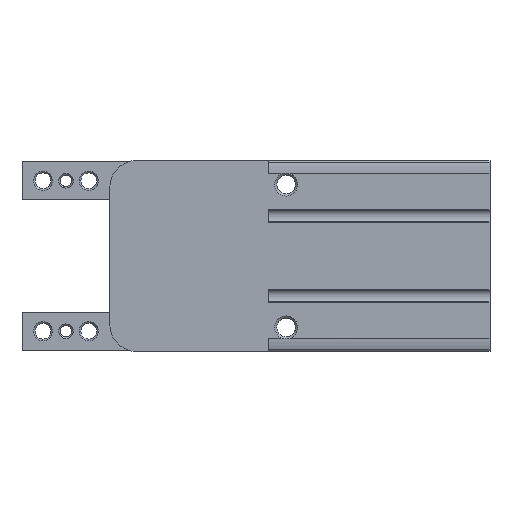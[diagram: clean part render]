
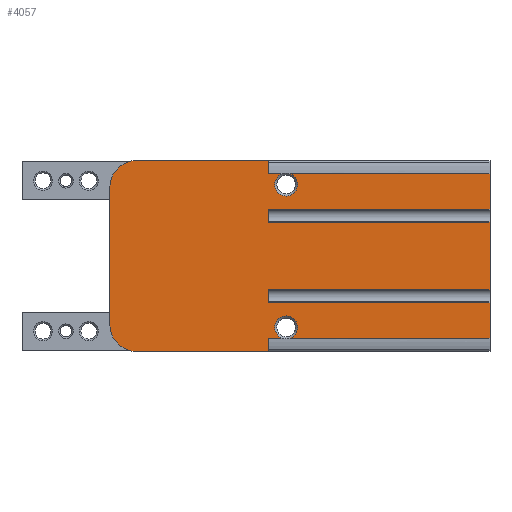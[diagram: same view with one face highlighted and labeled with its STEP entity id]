
A CAD part, left-side view. The second image highlights one B-rep face of the part: STEP entity #4057.
In plain terms, the highlighted planar face has unit normal (-1, 0, 0).
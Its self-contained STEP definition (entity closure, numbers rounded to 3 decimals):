
#246=LINE('',#6112,#577);
#249=LINE('',#6120,#580);
#286=LINE('',#6282,#617);
#288=LINE('',#6290,#619);
#324=LINE('',#6458,#655);
#326=LINE('',#6466,#657);
#344=LINE('',#6555,#675);
#349=LINE('',#6579,#680);
#377=LINE('',#6685,#708);
#396=LINE('',#6737,#727);
#398=LINE('',#6741,#729);
#399=LINE('',#6742,#730);
#400=LINE('',#6744,#731);
#401=LINE('',#6746,#732);
#402=LINE('',#6748,#733);
#403=LINE('',#6749,#734);
#404=LINE('',#6751,#735);
#405=LINE('',#6753,#736);
#577=VECTOR('',#4808,1000.);
#580=VECTOR('',#4815,1000.);
#617=VECTOR('',#4938,1000.);
#619=VECTOR('',#4944,1000.);
#655=VECTOR('',#5048,1000.);
#657=VECTOR('',#5054,1000.);
#675=VECTOR('',#5116,1000.);
#680=VECTOR('',#5135,1000.);
#708=VECTOR('',#5223,1000.);
#727=VECTOR('',#5266,1000.);
#729=VECTOR('',#5272,1000.);
#730=VECTOR('',#5273,1000.);
#731=VECTOR('',#5276,1000.);
#732=VECTOR('',#5277,1000.);
#733=VECTOR('',#5278,1000.);
#734=VECTOR('',#5279,1000.);
#735=VECTOR('',#5280,1000.);
#736=VECTOR('',#5281,1000.);
#1284=ORIENTED_EDGE('',*,*,#2375,.T.);
#1285=ORIENTED_EDGE('',*,*,#2171,.F.);
#1286=ORIENTED_EDGE('',*,*,#2376,.T.);
#1287=ORIENTED_EDGE('',*,*,#2098,.F.);
#1288=ORIENTED_EDGE('',*,*,#2107,.F.);
#1289=ORIENTED_EDGE('',*,*,#2373,.F.);
#1290=ORIENTED_EDGE('',*,*,#2104,.F.);
#1291=ORIENTED_EDGE('',*,*,#2094,.T.);
#1292=ORIENTED_EDGE('',*,*,#2377,.T.);
#1293=ORIENTED_EDGE('',*,*,#2235,.T.);
#1294=ORIENTED_EDGE('',*,*,#2378,.T.);
#1295=ORIENTED_EDGE('',*,*,#2239,.T.);
#1296=ORIENTED_EDGE('',*,*,#2287,.T.);
#1297=ORIENTED_EDGE('',*,*,#2379,.F.);
#1298=ORIENTED_EDGE('',*,*,#2380,.T.);
#1299=ORIENTED_EDGE('',*,*,#2381,.T.);
#1300=ORIENTED_EDGE('',*,*,#2275,.T.);
#1301=ORIENTED_EDGE('',*,*,#2382,.F.);
#1302=ORIENTED_EDGE('',*,*,#2383,.T.);
#1303=ORIENTED_EDGE('',*,*,#2384,.T.);
#1304=ORIENTED_EDGE('',*,*,#2345,.T.);
#1305=ORIENTED_EDGE('',*,*,#2167,.F.);
#2094=EDGE_CURVE('',#2680,#2679,#246,.T.);
#2098=EDGE_CURVE('',#2682,#2683,#249,.T.);
#2104=EDGE_CURVE('',#2680,#2688,#3063,.T.);
#2107=EDGE_CURVE('',#2689,#2682,#3064,.T.);
#2167=EDGE_CURVE('',#2734,#2736,#286,.T.);
#2171=EDGE_CURVE('',#2739,#2735,#288,.T.);
#2235=EDGE_CURVE('',#2788,#2786,#324,.T.);
#2239=EDGE_CURVE('',#2787,#2791,#326,.T.);
#2275=EDGE_CURVE('',#2820,#2819,#344,.T.);
#2287=EDGE_CURVE('',#2791,#2831,#349,.T.);
#2345=EDGE_CURVE('',#2880,#2736,#377,.T.);
#2373=EDGE_CURVE('',#2688,#2689,#396,.T.);
#2375=EDGE_CURVE('',#2734,#2735,#3167,.T.);
#2376=EDGE_CURVE('',#2739,#2683,#398,.T.);
#2377=EDGE_CURVE('',#2679,#2788,#399,.T.);
#2378=EDGE_CURVE('',#2786,#2787,#3168,.T.);
#2379=EDGE_CURVE('',#2901,#2831,#400,.T.);
#2380=EDGE_CURVE('',#2901,#2902,#401,.T.);
#2381=EDGE_CURVE('',#2902,#2820,#402,.T.);
#2382=EDGE_CURVE('',#2903,#2819,#403,.T.);
#2383=EDGE_CURVE('',#2903,#2904,#404,.T.);
#2384=EDGE_CURVE('',#2904,#2880,#405,.T.);
#2679=VERTEX_POINT('',#6111);
#2680=VERTEX_POINT('',#6113);
#2682=VERTEX_POINT('',#6119);
#2683=VERTEX_POINT('',#6121);
#2688=VERTEX_POINT('',#6133);
#2689=VERTEX_POINT('',#6137);
#2734=VERTEX_POINT('',#6280);
#2735=VERTEX_POINT('',#6281);
#2736=VERTEX_POINT('',#6283);
#2739=VERTEX_POINT('',#6289);
#2786=VERTEX_POINT('',#6456);
#2787=VERTEX_POINT('',#6457);
#2788=VERTEX_POINT('',#6459);
#2791=VERTEX_POINT('',#6465);
#2819=VERTEX_POINT('',#6554);
#2820=VERTEX_POINT('',#6556);
#2831=VERTEX_POINT('',#6578);
#2880=VERTEX_POINT('',#6686);
#2901=VERTEX_POINT('',#6745);
#2902=VERTEX_POINT('',#6747);
#2903=VERTEX_POINT('',#6750);
#2904=VERTEX_POINT('',#6752);
#3063=CIRCLE('',#4286,7.);
#3064=CIRCLE('',#4288,7.);
#3167=CIRCLE('',#4438,3.);
#3168=CIRCLE('',#4439,3.);
#3348=EDGE_LOOP('',(#1284,#1285,#1286,#1287,#1288,#1289,#1290,#1291,#1292,
#1293,#1294,#1295,#1296,#1297,#1298,#1299,#1300,#1301,#1302,#1303,#1304,
#1305));
#3657=FACE_BOUND('',#3348,.T.);
#3935=PLANE('',#4437);
#4057=ADVANCED_FACE('',(#3657),#3935,.F.);
#4286=AXIS2_PLACEMENT_3D('',#6132,#4823,#4824);
#4288=AXIS2_PLACEMENT_3D('',#6138,#4829,#4830);
#4437=AXIS2_PLACEMENT_3D('',#6739,#5268,#5269);
#4438=AXIS2_PLACEMENT_3D('',#6740,#5270,#5271);
#4439=AXIS2_PLACEMENT_3D('',#6743,#5274,#5275);
#4808=DIRECTION('',(0.,-1.,0.));
#4815=DIRECTION('',(0.,-1.,0.));
#4823=DIRECTION('',(1.,0.,0.));
#4824=DIRECTION('',(0.,0.,-1.));
#4829=DIRECTION('',(1.,0.,0.));
#4830=DIRECTION('',(0.,0.,-1.));
#4938=DIRECTION('',(0.,-1.,0.));
#4944=DIRECTION('',(0.,-1.,0.));
#5048=DIRECTION('',(0.,-1.,0.));
#5054=DIRECTION('',(0.,-1.,0.));
#5116=DIRECTION('',(0.,0.,1.));
#5135=DIRECTION('',(0.,0.,1.));
#5223=DIRECTION('',(0.,0.,1.));
#5266=DIRECTION('',(0.,0.,1.));
#5268=DIRECTION('',(1.,0.,0.));
#5269=DIRECTION('',(0.,0.,-1.));
#5270=DIRECTION('',(1.,0.,0.));
#5271=DIRECTION('',(0.,0.,-1.));
#5272=DIRECTION('',(0.,0.,1.));
#5273=DIRECTION('',(0.,0.,1.));
#5274=DIRECTION('',(1.,0.,0.));
#5275=DIRECTION('',(0.,0.,-1.));
#5276=DIRECTION('',(0.,-1.,0.));
#5277=DIRECTION('',(0.,0.,1.));
#5278=DIRECTION('',(0.,-1.,0.));
#5279=DIRECTION('',(0.,-1.,0.));
#5280=DIRECTION('',(0.,0.,1.));
#5281=DIRECTION('',(0.,-1.,0.));
#6111=CARTESIAN_POINT('',(-16.5,58.1,-25.));
#6112=CARTESIAN_POINT('',(-16.5,99.6,-25.));
#6113=CARTESIAN_POINT('',(-16.5,92.6,-25.));
#6119=CARTESIAN_POINT('',(-16.5,92.6,25.));
#6120=CARTESIAN_POINT('',(-16.5,99.6,25.));
#6121=CARTESIAN_POINT('',(-16.5,58.1,25.));
#6132=CARTESIAN_POINT('',(-16.5,92.6,-18.));
#6133=CARTESIAN_POINT('',(-16.5,99.6,-18.));
#6137=CARTESIAN_POINT('',(-16.5,99.6,18.));
#6138=CARTESIAN_POINT('',(-16.5,92.6,18.));
#6280=CARTESIAN_POINT('',(-16.5,52.323,21.5));
#6281=CARTESIAN_POINT('',(-16.5,54.477,21.5));
#6282=CARTESIAN_POINT('',(-16.5,58.1,21.5));
#6283=CARTESIAN_POINT('',(-16.5,0.,21.5));
#6289=CARTESIAN_POINT('',(-16.5,58.1,21.5));
#6290=CARTESIAN_POINT('',(-16.5,58.1,21.5));
#6456=CARTESIAN_POINT('',(-16.5,54.477,-21.5));
#6457=CARTESIAN_POINT('',(-16.5,52.323,-21.5));
#6458=CARTESIAN_POINT('',(-16.5,58.1,-21.5));
#6459=CARTESIAN_POINT('',(-16.5,58.1,-21.5));
#6465=CARTESIAN_POINT('',(-16.5,0.,-21.5));
#6466=CARTESIAN_POINT('',(-16.5,58.1,-21.5));
#6554=CARTESIAN_POINT('',(-16.5,0.,8.8));
#6555=CARTESIAN_POINT('',(-16.5,0.,-25.));
#6556=CARTESIAN_POINT('',(-16.5,0.,-8.8));
#6578=CARTESIAN_POINT('',(-16.5,0.,-12.2));
#6579=CARTESIAN_POINT('',(-16.5,0.,-25.));
#6685=CARTESIAN_POINT('',(-16.5,0.,-25.));
#6686=CARTESIAN_POINT('',(-16.5,0.,12.2));
#6737=CARTESIAN_POINT('',(-16.5,99.6,-25.));
#6739=CARTESIAN_POINT('',(-16.5,99.6,-25.));
#6740=CARTESIAN_POINT('',(-16.5,53.4,18.7));
#6741=CARTESIAN_POINT('',(-16.5,58.1,-25.));
#6742=CARTESIAN_POINT('',(-16.5,58.1,-25.));
#6743=CARTESIAN_POINT('',(-16.5,53.4,-18.7));
#6744=CARTESIAN_POINT('',(-16.5,58.1,-12.2));
#6745=CARTESIAN_POINT('',(-16.5,58.1,-12.2));
#6746=CARTESIAN_POINT('',(-16.5,58.1,-12.2));
#6747=CARTESIAN_POINT('',(-16.5,58.1,-8.8));
#6748=CARTESIAN_POINT('',(-16.5,58.1,-8.8));
#6749=CARTESIAN_POINT('',(-16.5,58.1,8.8));
#6750=CARTESIAN_POINT('',(-16.5,58.1,8.8));
#6751=CARTESIAN_POINT('',(-16.5,58.1,8.8));
#6752=CARTESIAN_POINT('',(-16.5,58.1,12.2));
#6753=CARTESIAN_POINT('',(-16.5,58.1,12.2));
